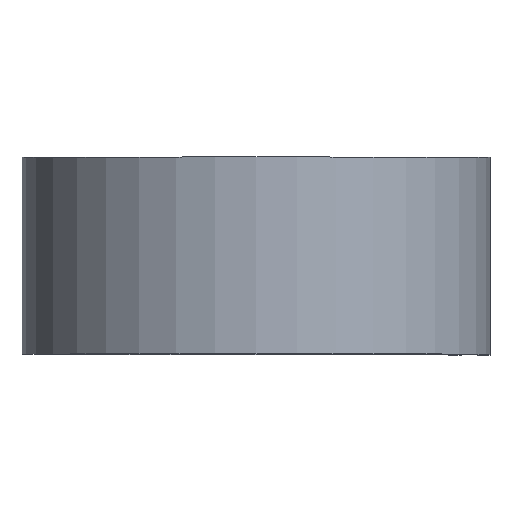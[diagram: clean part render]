
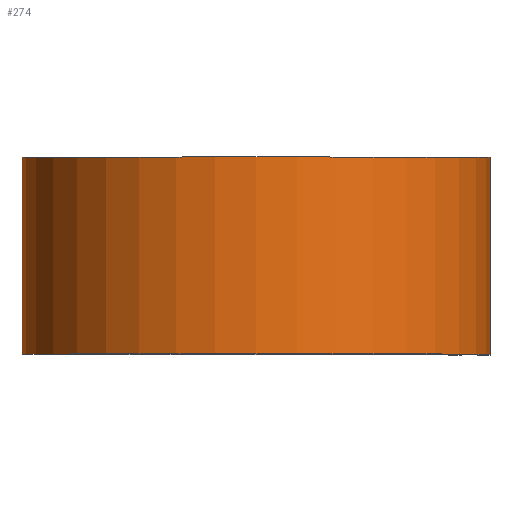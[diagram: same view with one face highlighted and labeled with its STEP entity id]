
A CAD part, top view. The second image highlights one B-rep face of the part: STEP entity #274.
In plain terms, the highlighted cylindrical face has radius 22.644 mm (diameter 45.288 mm), a partial arc.
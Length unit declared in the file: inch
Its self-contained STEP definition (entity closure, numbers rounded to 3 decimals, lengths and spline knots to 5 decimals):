
#59 = VERTEX_POINT ( 'NONE', #555 ) ;
#72 = DIRECTION ( 'NONE',  ( 0., 1., 0. ) ) ;
#81 = CARTESIAN_POINT ( 'NONE',  ( 0.8915, 0.375, 0. ) ) ;
#139 = ORIENTED_EDGE ( 'NONE', *, *, #408, .F. ) ;
#150 = VERTEX_POINT ( 'NONE', #683 ) ;
#161 = CARTESIAN_POINT ( 'NONE',  ( 0., 0.375, 0. ) ) ;
#175 = VERTEX_POINT ( 'NONE', #685 ) ;
#193 = DIRECTION ( 'NONE',  ( 0., 0., -1. ) ) ;
#204 = CARTESIAN_POINT ( 'NONE',  ( 0., -0.375, 0. ) ) ;
#213 = DIRECTION ( 'NONE',  ( 0., 1., 0. ) ) ;
#214 = DIRECTION ( 'NONE',  ( 1., 0., 0. ) ) ;
#221 = DIRECTION ( 'NONE',  ( 0., -1., 0. ) ) ;
#228 = VECTOR ( 'NONE', #710, 39.37008 ) ;
#236 = LINE ( 'NONE', #668, #228 ) ;
#274 = ADVANCED_FACE ( 'NONE', ( #551 ), #541, .T. ) ;
#304 = CIRCLE ( 'NONE', #511, 0.8915 ) ;
#319 = CARTESIAN_POINT ( 'NONE',  ( 0., 0.375, 0. ) ) ;
#343 = AXIS2_PLACEMENT_3D ( 'NONE', #161, #221, #193 ) ;
#349 = DIRECTION ( 'NONE',  ( 1., 0., 0. ) ) ;
#400 = LINE ( 'NONE', #81, #406 ) ;
#406 = VECTOR ( 'NONE', #477, 39.37008 ) ;
#408 = EDGE_CURVE ( 'NONE', #736, #150, #494, .T. ) ;
#423 = EDGE_CURVE ( 'NONE', #150, #59, #400, .T. ) ;
#451 = ORIENTED_EDGE ( 'NONE', *, *, #423, .F. ) ;
#477 = DIRECTION ( 'NONE',  ( 0., -1., 0. ) ) ;
#494 = CIRCLE ( 'NONE', #605, 0.8915 ) ;
#511 = AXIS2_PLACEMENT_3D ( 'NONE', #204, #213, #214 ) ;
#541 = CYLINDRICAL_SURFACE ( 'NONE', #343, 0.8915 ) ;
#551 = FACE_OUTER_BOUND ( 'NONE', #677, .T. ) ;
#555 = CARTESIAN_POINT ( 'NONE',  ( 0.8915, -0.375, 0. ) ) ;
#575 = EDGE_CURVE ( 'NONE', #175, #59, #304, .T. ) ;
#580 = CARTESIAN_POINT ( 'NONE',  ( 0., 0.375, -0.8915 ) ) ;
#605 = AXIS2_PLACEMENT_3D ( 'NONE', #319, #72, #349 ) ;
#663 = EDGE_CURVE ( 'NONE', #736, #175, #236, .T. ) ;
#665 = ORIENTED_EDGE ( 'NONE', *, *, #575, .T. ) ;
#668 = CARTESIAN_POINT ( 'NONE',  ( 0., 0.375, -0.8915 ) ) ;
#677 = EDGE_LOOP ( 'NONE', ( #665, #451, #139, #719 ) ) ;
#683 = CARTESIAN_POINT ( 'NONE',  ( 0.8915, 0.375, 0. ) ) ;
#685 = CARTESIAN_POINT ( 'NONE',  ( 0., -0.375, -0.8915 ) ) ;
#710 = DIRECTION ( 'NONE',  ( 0., -1., 0. ) ) ;
#719 = ORIENTED_EDGE ( 'NONE', *, *, #663, .T. ) ;
#736 = VERTEX_POINT ( 'NONE', #580 ) ;
